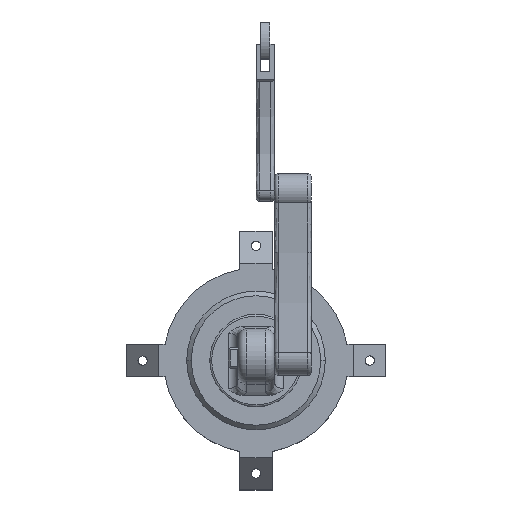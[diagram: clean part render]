
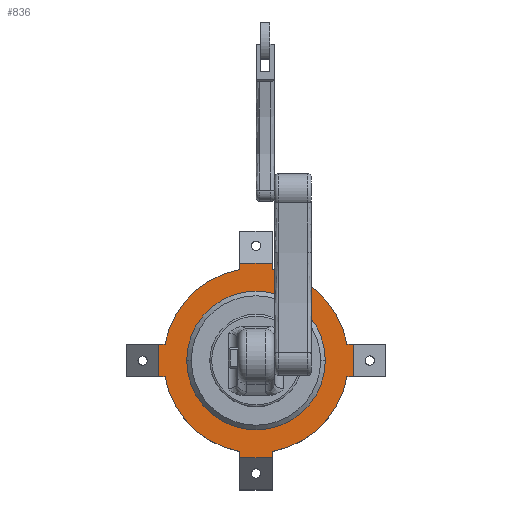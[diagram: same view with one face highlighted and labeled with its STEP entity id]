
A CAD part, top view. The second image highlights one B-rep face of the part: STEP entity #836.
In plain terms, the highlighted planar face has unit normal (0, 0, 1).
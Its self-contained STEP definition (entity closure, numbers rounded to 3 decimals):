
#217=CARTESIAN_POINT('Vertex',(37.5,0.,25.)) ;
#220=CARTESIAN_POINT('Axis2P3D Location',(0.,0.,25.)) ;
#224=CARTESIAN_POINT('Vertex',(0.,37.5,25.)) ;
#244=CARTESIAN_POINT('Axis2P3D Location',(0.,0.,25.)) ;
#248=CARTESIAN_POINT('Vertex',(49.219,8.803,25.)) ;
#250=CARTESIAN_POINT('Vertex',(8.803,49.219,25.)) ;
#279=CARTESIAN_POINT('Axis2P3D Location',(0.,0.,25.)) ;
#283=CARTESIAN_POINT('Vertex',(-8.803,49.219,25.)) ;
#285=CARTESIAN_POINT('Vertex',(-49.219,8.803,25.)) ;
#314=CARTESIAN_POINT('Axis2P3D Location',(0.,0.,25.)) ;
#318=CARTESIAN_POINT('Vertex',(-49.219,-8.803,25.)) ;
#320=CARTESIAN_POINT('Vertex',(-8.803,-49.219,25.)) ;
#362=CARTESIAN_POINT('Vertex',(49.219,-8.803,25.)) ;
#365=CARTESIAN_POINT('Axis2P3D Location',(0.,0.,25.)) ;
#369=CARTESIAN_POINT('Vertex',(8.803,-49.219,25.)) ;
#433=CARTESIAN_POINT('Vertex',(52.5,8.803,25.)) ;
#441=CARTESIAN_POINT('Line Origine',(50.859,8.803,25.)) ;
#463=CARTESIAN_POINT('Vertex',(52.5,-8.803,25.)) ;
#466=CARTESIAN_POINT('Line Origine',(50.859,-8.803,25.)) ;
#533=CARTESIAN_POINT('Vertex',(-8.803,52.5,25.)) ;
#541=CARTESIAN_POINT('Line Origine',(-8.803,50.859,25.)) ;
#563=CARTESIAN_POINT('Vertex',(8.803,52.5,25.)) ;
#566=CARTESIAN_POINT('Line Origine',(8.803,50.859,25.)) ;
#633=CARTESIAN_POINT('Vertex',(-52.5,-8.803,25.)) ;
#641=CARTESIAN_POINT('Line Origine',(-50.859,-8.803,25.)) ;
#663=CARTESIAN_POINT('Vertex',(-52.5,8.803,25.)) ;
#666=CARTESIAN_POINT('Line Origine',(-50.859,8.803,25.)) ;
#733=CARTESIAN_POINT('Vertex',(8.803,-52.5,25.)) ;
#741=CARTESIAN_POINT('Line Origine',(8.803,-50.859,25.)) ;
#763=CARTESIAN_POINT('Vertex',(-8.803,-52.5,25.)) ;
#766=CARTESIAN_POINT('Line Origine',(-8.803,-50.859,25.)) ;
#784=CARTESIAN_POINT('Axis2P3D Location',(0.,0.,25.)) ;
#789=CARTESIAN_POINT('Line Origine',(0.,52.5,25.)) ;
#794=CARTESIAN_POINT('Line Origine',(-52.5,0.,25.)) ;
#799=CARTESIAN_POINT('Line Origine',(0.,-52.5,25.)) ;
#804=CARTESIAN_POINT('Line Origine',(52.5,0.,25.)) ;
#827=CARTESIAN_POINT('Axis2P3D Location',(0.,0.,25.)) ;
#221=DIRECTION('Axis2P3D Direction',(0.,0.,1.)) ;
#245=DIRECTION('Axis2P3D Direction',(0.,0.,1.)) ;
#280=DIRECTION('Axis2P3D Direction',(0.,0.,1.)) ;
#315=DIRECTION('Axis2P3D Direction',(0.,0.,1.)) ;
#366=DIRECTION('Axis2P3D Direction',(0.,0.,1.)) ;
#442=DIRECTION('Vector Direction',(1.,0.,0.)) ;
#467=DIRECTION('Vector Direction',(1.,0.,0.)) ;
#542=DIRECTION('Vector Direction',(0.,1.,0.)) ;
#567=DIRECTION('Vector Direction',(0.,1.,0.)) ;
#642=DIRECTION('Vector Direction',(-1.,0.,0.)) ;
#667=DIRECTION('Vector Direction',(-1.,0.,0.)) ;
#742=DIRECTION('Vector Direction',(0.,-1.,0.)) ;
#767=DIRECTION('Vector Direction',(0.,-1.,0.)) ;
#785=DIRECTION('Axis2P3D Direction',(0.,0.,1.)) ;
#786=DIRECTION('Axis2P3D XDirection',(1.,0.,0.)) ;
#790=DIRECTION('Vector Direction',(-1.,0.,0.)) ;
#795=DIRECTION('Vector Direction',(0.,-1.,0.)) ;
#800=DIRECTION('Vector Direction',(1.,0.,0.)) ;
#805=DIRECTION('Vector Direction',(0.,1.,0.)) ;
#828=DIRECTION('Axis2P3D Direction',(0.,0.,1.)) ;
#222=AXIS2_PLACEMENT_3D('Circle Axis2P3D',#220,#221,$) ;
#246=AXIS2_PLACEMENT_3D('Circle Axis2P3D',#244,#245,$) ;
#281=AXIS2_PLACEMENT_3D('Circle Axis2P3D',#279,#280,$) ;
#316=AXIS2_PLACEMENT_3D('Circle Axis2P3D',#314,#315,$) ;
#367=AXIS2_PLACEMENT_3D('Circle Axis2P3D',#365,#366,$) ;
#787=AXIS2_PLACEMENT_3D('Plane Axis2P3D',#784,#785,#786) ;
#829=AXIS2_PLACEMENT_3D('Circle Axis2P3D',#827,#828,$) ;
#810=ORIENTED_EDGE('',*,*,#252,.T.) ;
#811=ORIENTED_EDGE('',*,*,#570,.T.) ;
#812=ORIENTED_EDGE('',*,*,#793,.F.) ;
#813=ORIENTED_EDGE('',*,*,#545,.F.) ;
#814=ORIENTED_EDGE('',*,*,#287,.T.) ;
#815=ORIENTED_EDGE('',*,*,#670,.T.) ;
#816=ORIENTED_EDGE('',*,*,#798,.F.) ;
#817=ORIENTED_EDGE('',*,*,#645,.F.) ;
#818=ORIENTED_EDGE('',*,*,#322,.T.) ;
#819=ORIENTED_EDGE('',*,*,#770,.T.) ;
#820=ORIENTED_EDGE('',*,*,#803,.F.) ;
#821=ORIENTED_EDGE('',*,*,#745,.F.) ;
#822=ORIENTED_EDGE('',*,*,#371,.T.) ;
#823=ORIENTED_EDGE('',*,*,#470,.T.) ;
#824=ORIENTED_EDGE('',*,*,#808,.F.) ;
#825=ORIENTED_EDGE('',*,*,#445,.F.) ;
#833=ORIENTED_EDGE('',*,*,#226,.F.) ;
#834=ORIENTED_EDGE('',*,*,#831,.F.) ;
#835=FACE_BOUND('',#832,.T.) ;
#443=VECTOR('Line Direction',#442,1.) ;
#468=VECTOR('Line Direction',#467,1.) ;
#543=VECTOR('Line Direction',#542,1.) ;
#568=VECTOR('Line Direction',#567,1.) ;
#643=VECTOR('Line Direction',#642,1.) ;
#668=VECTOR('Line Direction',#667,1.) ;
#743=VECTOR('Line Direction',#742,1.) ;
#768=VECTOR('Line Direction',#767,1.) ;
#791=VECTOR('Line Direction',#790,1.) ;
#796=VECTOR('Line Direction',#795,1.) ;
#801=VECTOR('Line Direction',#800,1.) ;
#806=VECTOR('Line Direction',#805,1.) ;
#836=ADVANCED_FACE('PartBody',(#826,#835),#788,.T.) ;
#223=CIRCLE('generated circle',#222,37.5) ;
#247=CIRCLE('generated circle',#246,50.) ;
#282=CIRCLE('generated circle',#281,50.) ;
#317=CIRCLE('generated circle',#316,50.) ;
#368=CIRCLE('generated circle',#367,50.) ;
#830=CIRCLE('generated circle',#829,37.5) ;
#226=EDGE_CURVE('',#218,#225,#223,.T.) ;
#252=EDGE_CURVE('',#249,#251,#247,.T.) ;
#287=EDGE_CURVE('',#284,#286,#282,.T.) ;
#322=EDGE_CURVE('',#319,#321,#317,.T.) ;
#371=EDGE_CURVE('',#370,#363,#368,.T.) ;
#445=EDGE_CURVE('',#249,#434,#444,.T.) ;
#470=EDGE_CURVE('',#363,#464,#469,.T.) ;
#545=EDGE_CURVE('',#284,#534,#544,.T.) ;
#570=EDGE_CURVE('',#251,#564,#569,.T.) ;
#645=EDGE_CURVE('',#319,#634,#644,.T.) ;
#670=EDGE_CURVE('',#286,#664,#669,.T.) ;
#745=EDGE_CURVE('',#370,#734,#744,.T.) ;
#770=EDGE_CURVE('',#321,#764,#769,.T.) ;
#793=EDGE_CURVE('',#534,#564,#792,.F.) ;
#798=EDGE_CURVE('',#634,#664,#797,.F.) ;
#803=EDGE_CURVE('',#734,#764,#802,.F.) ;
#808=EDGE_CURVE('',#434,#464,#807,.F.) ;
#831=EDGE_CURVE('',#225,#218,#830,.T.) ;
#809=EDGE_LOOP('',(#810,#811,#812,#813,#814,#815,#816,#817,#818,#819,#820,#821,#822,#823,#824,#825)) ;
#832=EDGE_LOOP('',(#833,#834)) ;
#826=FACE_OUTER_BOUND('',#809,.T.) ;
#444=LINE('Line',#441,#443) ;
#469=LINE('Line',#466,#468) ;
#544=LINE('Line',#541,#543) ;
#569=LINE('Line',#566,#568) ;
#644=LINE('Line',#641,#643) ;
#669=LINE('Line',#666,#668) ;
#744=LINE('Line',#741,#743) ;
#769=LINE('Line',#766,#768) ;
#792=LINE('Line',#789,#791) ;
#797=LINE('Line',#794,#796) ;
#802=LINE('Line',#799,#801) ;
#807=LINE('Line',#804,#806) ;
#788=PLANE('',#787) ;
#218=VERTEX_POINT('',#217) ;
#225=VERTEX_POINT('',#224) ;
#249=VERTEX_POINT('',#248) ;
#251=VERTEX_POINT('',#250) ;
#284=VERTEX_POINT('',#283) ;
#286=VERTEX_POINT('',#285) ;
#319=VERTEX_POINT('',#318) ;
#321=VERTEX_POINT('',#320) ;
#363=VERTEX_POINT('',#362) ;
#370=VERTEX_POINT('',#369) ;
#434=VERTEX_POINT('',#433) ;
#464=VERTEX_POINT('',#463) ;
#534=VERTEX_POINT('',#533) ;
#564=VERTEX_POINT('',#563) ;
#634=VERTEX_POINT('',#633) ;
#664=VERTEX_POINT('',#663) ;
#734=VERTEX_POINT('',#733) ;
#764=VERTEX_POINT('',#763) ;
